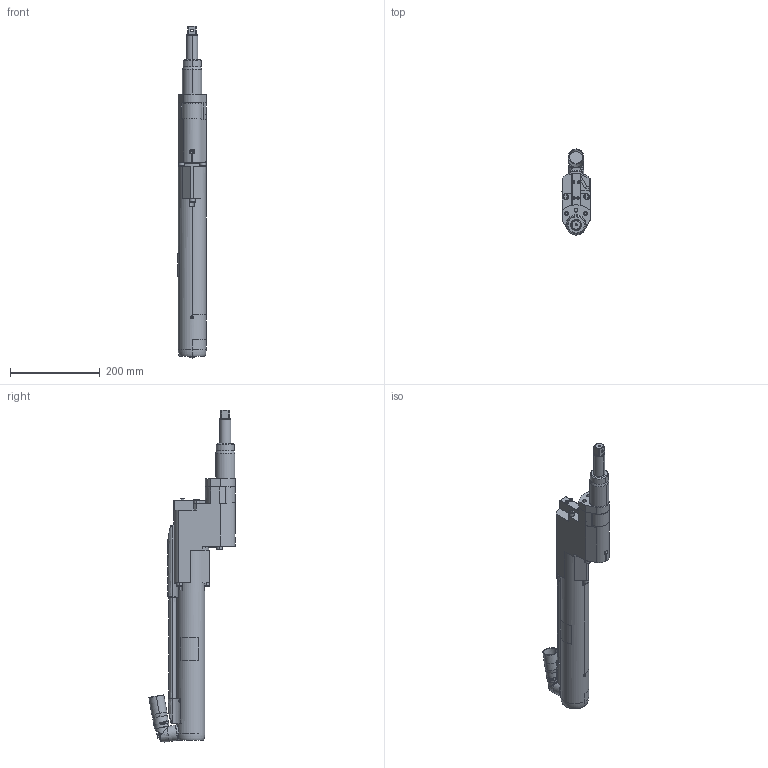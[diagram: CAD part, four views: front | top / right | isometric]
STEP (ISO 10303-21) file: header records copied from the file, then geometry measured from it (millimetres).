
FILE_DESCRIPTION((''),'2;1');
FILE_NAME('8435606580_ASM_SW0001','2024-02-23T13:57:31',('INEdipo'),(''),'CREO PARAMETRIC BY PTC INC, 2022414','CREO PARAMETRIC BY PTC INC, 2022414','');
FILE_SCHEMA(('AP242_MANAGED_MODEL_BASED_3D_ENGINEERING_MIM_LF { 1 0 10303 442 1 1 4 }'));
Products named in the file (1): 8435606580_ASM_SW0001
Bounding box: 62.47 x 192.06 x 738.56 mm (x, y, z)
Volume: 2460588.4 mm3; surface area: 273688.2 mm2
Topology: 1 solids, 1 shells, 2120 faces, 5849 edges, 3812 vertices
Faces by surface type: plane 964, bspline 488, cylinder 427, torus 133, cone 86, extrusion 12, sphere 6, revolution 4
Entity records: 101928 total; most frequent: CARTESIAN_POINT 39806, ORIENTED_EDGE 11682, DIRECTION 8938, EDGE_CURVE 5841, VERTEX_POINT 3812, AXIS2_PLACEMENT_3D 3059, VECTOR 2816, LINE 2804
